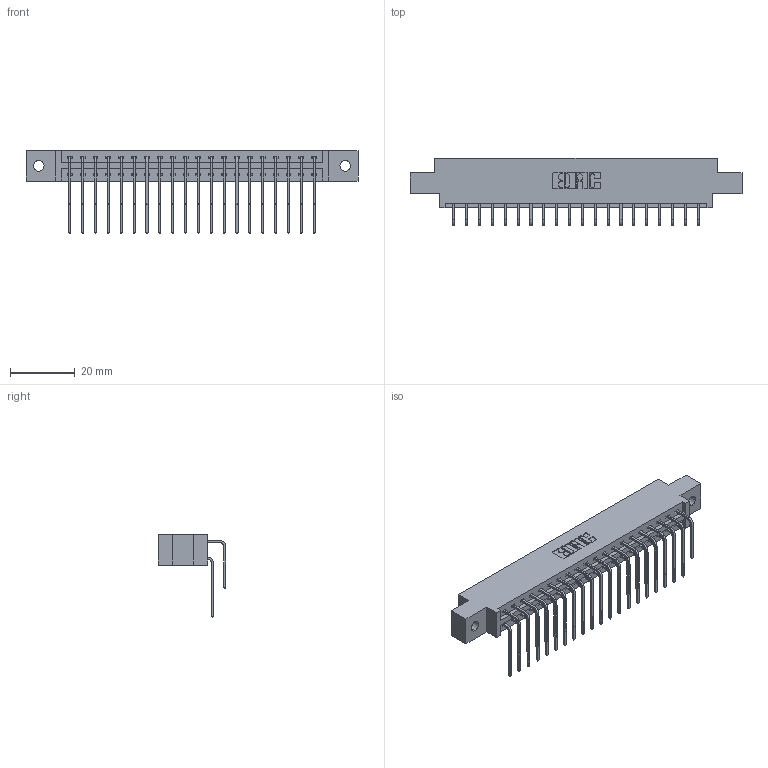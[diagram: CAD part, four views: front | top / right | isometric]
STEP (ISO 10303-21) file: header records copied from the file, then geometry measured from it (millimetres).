
FILE_DESCRIPTION (( 'STEP AP203' ), '1' );
FILE_NAME ('387-040-559-802.STEP', '2019-10-18T03:23:40', ( '' ), ( '' ), 'SwSTEP 2.0', 'SolidWorks 2016', '' );
FILE_SCHEMA (( 'CONFIG_CONTROL_DESIGN' ));
Length unit declared in the file: inch
Products named in the file (4): 387-040-559-802; 345-292-001_559 Tail - 2; 337 Part_0.170 Offset - 0.128 Dia; 345-292-001_558 559 Tail - 1
Assembly tree (41 placements, depth 2):
  387-040-559-802
    337 Part_0.170 Offset - 0.128 Dia
    345-292-001_558 559 Tail - 1  x20
    345-292-001_559 Tail - 2  x20
Bounding box: 102.26 x 20.9 x 25.53 mm (x, y, z)
Volume: 10560.7 mm3; surface area: 12719 mm2
Topology: 41 solids, 41 shells, 2358 faces, 7003 edges, 4614 vertices
Faces by surface type: plane 1674, cylinder 684
Entity records: 20271 total; most frequent: CARTESIAN_POINT 3481, ORIENTED_EDGE 3366, DIRECTION 2983, EDGE_CURVE 1683, VECTOR 1515, LINE 1515, VERTEX_POINT 1118, AXIS2_PLACEMENT_3D 734
